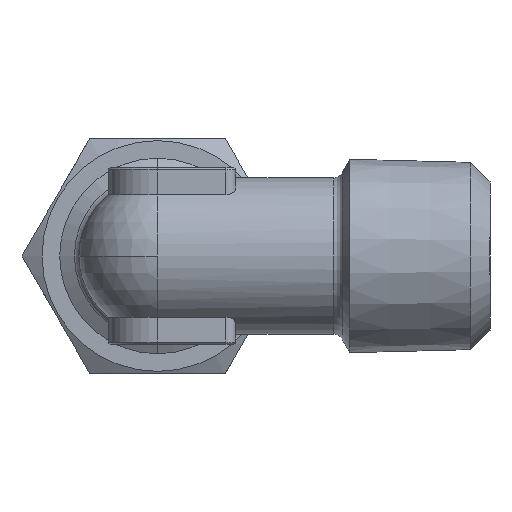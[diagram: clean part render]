
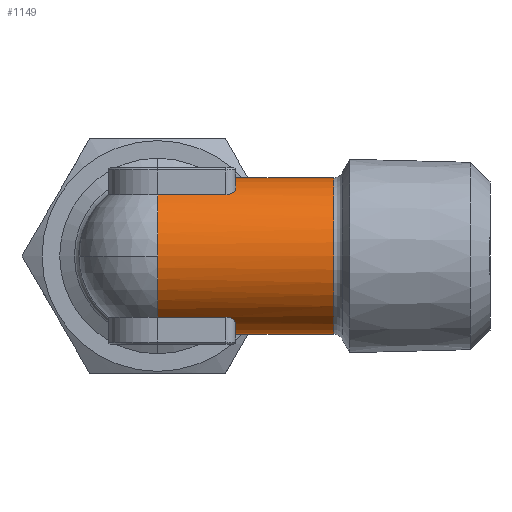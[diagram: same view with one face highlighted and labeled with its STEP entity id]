
A CAD part, left-side view. The second image highlights one B-rep face of the part: STEP entity #1149.
In plain terms, the highlighted cylindrical face has radius 4 mm (diameter 8 mm), a partial arc.
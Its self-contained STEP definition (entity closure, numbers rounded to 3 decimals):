
#33 = ORIENTED_EDGE ( 'NONE', *, *, #1098, .F. ) ;
#157 = CARTESIAN_POINT ( 'NONE',  ( 0., -9., 0. ) ) ;
#158 = DIRECTION ( 'NONE',  ( 0., -1., 0. ) ) ;
#159 = DIRECTION ( 'NONE',  ( 0., 0., 1. ) ) ;
#185 = CARTESIAN_POINT ( 'NONE',  ( 0., 7.845, -4. ) ) ;
#186 = DIRECTION ( 'NONE',  ( 0., 1., 0. ) ) ;
#232 = CARTESIAN_POINT ( 'NONE',  ( 0., 7.845, 4. ) ) ;
#233 = DIRECTION ( 'NONE',  ( 0., 1., 0. ) ) ;
#276 = CARTESIAN_POINT ( 'NONE',  ( 0., 0., 0. ) ) ;
#277 = DIRECTION ( 'NONE',  ( 0., -1., 0. ) ) ;
#278 = DIRECTION ( 'NONE',  ( 0., 0., 1. ) ) ;
#527 = CIRCLE ( 'NONE', #537, 4. ) ;
#536 = AXIS2_PLACEMENT_3D ( 'NONE', #2459, #2460, #2461 ) ;
#537 = AXIS2_PLACEMENT_3D ( 'NONE', #2482, #2483, #2484 ) ;
#539 = VECTOR ( 'NONE', #2473, 1000. ) ;
#547 = VECTOR ( 'NONE', #2471, 1000. ) ;
#549 = CIRCLE ( 'NONE', #536, 4. ) ;
#568 = AXIS2_PLACEMENT_3D ( 'NONE', #2628, #2629, #2630 ) ;
#624 = LINE ( 'NONE', #185, #1464 ) ;
#628 = LINE ( 'NONE', #232, #1509 ) ;
#648 = LINE ( 'NONE', #2470, #547 ) ;
#649 = LINE ( 'NONE', #2472, #539 ) ;
#697 = FACE_OUTER_BOUND ( 'NONE', #2168, .T. ) ;
#698 = CYLINDRICAL_SURFACE ( 'NONE', #568, 4. ) ;
#906 = CIRCLE ( 'NONE', #907, 4. ) ;
#907 = AXIS2_PLACEMENT_3D ( 'NONE', #2787, #2788, #2789 ) ;
#1022 = B_SPLINE_CURVE_WITH_KNOTS ( 'NONE', 3,
 ( #2474, #2475, #2476, #2477, #2478, #2479, #2480, #2481 ),
 .UNSPECIFIED., .F., .F.,
 ( 4, 2, 2, 4 ),
 ( 0.003, 0.003, 0.003, 0.003 ),
 .UNSPECIFIED. ) ;
#1023 = B_SPLINE_CURVE_WITH_KNOTS ( 'NONE', 3,
 ( #2462, #2463, #2464, #2465, #2466, #2467, #2468, #2469 ),
 .UNSPECIFIED., .F., .F.,
 ( 4, 2, 2, 4 ),
 ( 0., 0., 0., 0.001 ),
 .UNSPECIFIED. ) ;
#1038 = EDGE_CURVE ( 'NONE', #1419, #1378, #1471, .T. ) ;
#1048 = EDGE_CURVE ( 'NONE', #1378, #1429, #624, .T. ) ;
#1059 = EDGE_CURVE ( 'NONE', #1419, #1383, #628, .T. ) ;
#1072 = EDGE_CURVE ( 'NONE', #1255, #1264, #1514, .T. ) ;
#1098 = EDGE_CURVE ( 'NONE', #1323, #1383, #549, .T. ) ;
#1099 = EDGE_CURVE ( 'NONE', #1427, #1323, #1023, .T. ) ;
#1100 = EDGE_CURVE ( 'NONE', #1255, #1427, #648, .T. ) ;
#1101 = EDGE_CURVE ( 'NONE', #1402, #1262, #649, .T. ) ;
#1102 = EDGE_CURVE ( 'NONE', #1318, #1402, #1022, .T. ) ;
#1103 = EDGE_CURVE ( 'NONE', #1429, #1318, #527, .T. ) ;
#1149 = ADVANCED_FACE ( 'NONE', ( #697 ), #698, .T. ) ;
#1192 = EDGE_CURVE ( 'NONE', #1264, #1262, #906, .T. ) ;
#1255 = VERTEX_POINT ( 'NONE', #2960 ) ;
#1262 = VERTEX_POINT ( 'NONE', #2967 ) ;
#1264 = VERTEX_POINT ( 'NONE', #2969 ) ;
#1318 = VERTEX_POINT ( 'NONE', #3023 ) ;
#1323 = VERTEX_POINT ( 'NONE', #3028 ) ;
#1378 = VERTEX_POINT ( 'NONE', #3059 ) ;
#1383 = VERTEX_POINT ( 'NONE', #3064 ) ;
#1402 = VERTEX_POINT ( 'NONE', #3081 ) ;
#1419 = VERTEX_POINT ( 'NONE', #3097 ) ;
#1427 = VERTEX_POINT ( 'NONE', #3105 ) ;
#1429 = VERTEX_POINT ( 'NONE', #3107 ) ;
#1464 = VECTOR ( 'NONE', #186, 1000. ) ;
#1471 = CIRCLE ( 'NONE', #1475, 4. ) ;
#1475 = AXIS2_PLACEMENT_3D ( 'NONE', #157, #158, #159 ) ;
#1509 = VECTOR ( 'NONE', #233, 1000. ) ;
#1514 = CIRCLE ( 'NONE', #1526, 4. ) ;
#1526 = AXIS2_PLACEMENT_3D ( 'NONE', #276, #277, #278 ) ;
#2168 = EDGE_LOOP ( 'NONE', ( #2410, #2234, #2235, #33, #2237, #2236, #2238, #2240, #2239, #2242, #2241 ) ) ;
#2234 = ORIENTED_EDGE ( 'NONE', *, *, #1038, .F. ) ;
#2235 = ORIENTED_EDGE ( 'NONE', *, *, #1059, .T. ) ;
#2236 = ORIENTED_EDGE ( 'NONE', *, *, #1100, .F. ) ;
#2237 = ORIENTED_EDGE ( 'NONE', *, *, #1099, .F. ) ;
#2238 = ORIENTED_EDGE ( 'NONE', *, *, #1072, .T. ) ;
#2239 = ORIENTED_EDGE ( 'NONE', *, *, #1101, .F. ) ;
#2240 = ORIENTED_EDGE ( 'NONE', *, *, #1192, .T. ) ;
#2241 = ORIENTED_EDGE ( 'NONE', *, *, #1103, .F. ) ;
#2242 = ORIENTED_EDGE ( 'NONE', *, *, #1102, .F. ) ;
#2410 = ORIENTED_EDGE ( 'NONE', *, *, #1048, .F. ) ;
#2459 = CARTESIAN_POINT ( 'NONE',  ( 0., -4., 0. ) ) ;
#2460 = DIRECTION ( 'NONE',  ( 0., 1., 0. ) ) ;
#2461 = DIRECTION ( 'NONE',  ( -1., 0., 0. ) ) ;
#2462 = CARTESIAN_POINT ( 'NONE',  ( -2.5, -3.5, 3.122 ) ) ;
#2463 = CARTESIAN_POINT ( 'NONE',  ( -2.5, -3.573, 3.122 ) ) ;
#2464 = CARTESIAN_POINT ( 'NONE',  ( -2.484, -3.644, 3.136 ) ) ;
#2465 = CARTESIAN_POINT ( 'NONE',  ( -2.427, -3.769, 3.18 ) ) ;
#2466 = CARTESIAN_POINT ( 'NONE',  ( -2.387, -3.823, 3.21 ) ) ;
#2467 = CARTESIAN_POINT ( 'NONE',  ( -2.245, -3.954, 3.312 ) ) ;
#2468 = CARTESIAN_POINT ( 'NONE',  ( -2.126, -4., 3.392 ) ) ;
#2469 = CARTESIAN_POINT ( 'NONE',  ( -2., -4., 3.464 ) ) ;
#2470 = CARTESIAN_POINT ( 'NONE',  ( -2.5, 7.845, 3.122 ) ) ;
#2471 = DIRECTION ( 'NONE',  ( 0., -1., 0. ) ) ;
#2472 = CARTESIAN_POINT ( 'NONE',  ( -2.5, 7.845, -3.122 ) ) ;
#2473 = DIRECTION ( 'NONE',  ( 0., 1., 0. ) ) ;
#2474 = CARTESIAN_POINT ( 'NONE',  ( -2., -4., -3.464 ) ) ;
#2475 = CARTESIAN_POINT ( 'NONE',  ( -2.125, -4., -3.392 ) ) ;
#2476 = CARTESIAN_POINT ( 'NONE',  ( -2.246, -3.953, -3.312 ) ) ;
#2477 = CARTESIAN_POINT ( 'NONE',  ( -2.386, -3.824, -3.211 ) ) ;
#2478 = CARTESIAN_POINT ( 'NONE',  ( -2.426, -3.77, -3.18 ) ) ;
#2479 = CARTESIAN_POINT ( 'NONE',  ( -2.483, -3.645, -3.136 ) ) ;
#2480 = CARTESIAN_POINT ( 'NONE',  ( -2.5, -3.573, -3.122 ) ) ;
#2481 = CARTESIAN_POINT ( 'NONE',  ( -2.5, -3.5, -3.122 ) ) ;
#2482 = CARTESIAN_POINT ( 'NONE',  ( 0., -4., 0. ) ) ;
#2483 = DIRECTION ( 'NONE',  ( 0., 1., 0. ) ) ;
#2484 = DIRECTION ( 'NONE',  ( -1., 0., 0. ) ) ;
#2628 = CARTESIAN_POINT ( 'NONE',  ( 0., 7.845, 0. ) ) ;
#2629 = DIRECTION ( 'NONE',  ( 0., 1., 0. ) ) ;
#2630 = DIRECTION ( 'NONE',  ( 0., 0., 1. ) ) ;
#2787 = CARTESIAN_POINT ( 'NONE',  ( 0., 0., 0. ) ) ;
#2788 = DIRECTION ( 'NONE',  ( 0., -1., 0. ) ) ;
#2789 = DIRECTION ( 'NONE',  ( 0., 0., 1. ) ) ;
#2960 = CARTESIAN_POINT ( 'NONE',  ( -2.5, 0., 3.122 ) ) ;
#2967 = CARTESIAN_POINT ( 'NONE',  ( -2.5, 0., -3.122 ) ) ;
#2969 = CARTESIAN_POINT ( 'NONE',  ( -4., 0., 0. ) ) ;
#3023 = CARTESIAN_POINT ( 'NONE',  ( -2., -4., -3.464 ) ) ;
#3028 = CARTESIAN_POINT ( 'NONE',  ( -2., -4., 3.464 ) ) ;
#3059 = CARTESIAN_POINT ( 'NONE',  ( 0., -9., -4. ) ) ;
#3064 = CARTESIAN_POINT ( 'NONE',  ( 0., -4., 4. ) ) ;
#3081 = CARTESIAN_POINT ( 'NONE',  ( -2.5, -3.5, -3.122 ) ) ;
#3097 = CARTESIAN_POINT ( 'NONE',  ( 0., -9., 4. ) ) ;
#3105 = CARTESIAN_POINT ( 'NONE',  ( -2.5, -3.5, 3.122 ) ) ;
#3107 = CARTESIAN_POINT ( 'NONE',  ( 0., -4., -4. ) ) ;
